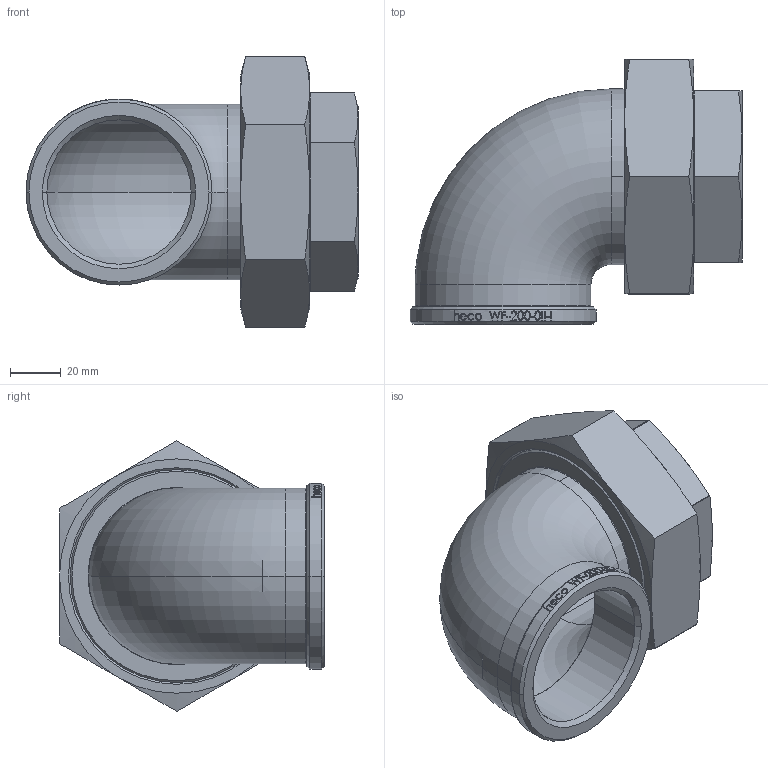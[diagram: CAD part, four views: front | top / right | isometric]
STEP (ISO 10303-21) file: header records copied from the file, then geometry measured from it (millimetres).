
FILE_DESCRIPTION (( 'STEP AP214' ), '1' );
FILE_NAME ('WF-200-0II-I heco.STEP', '2017-09-21T09:31:25', ( '' ), ( '' ), 'SwSTEP 2.0', 'SolidWorks 2016', '' );
FILE_SCHEMA (( 'AUTOMOTIVE_DESIGN' ));
Length unit declared in the file: millimetre
Products named in the file (1): WF-200-0II-I heco
Bounding box: 130.3 x 104 x 106.19 mm (x, y, z)
Volume: 220995.5 mm3; surface area: 68473.2 mm2
Topology: 1 solids, 1 shells, 283 faces, 701 edges, 450 vertices
Faces by surface type: bspline 81, plane 79, cylinder 73, cone 32, torus 18
Entity records: 22138 total; most frequent: CARTESIAN_POINT 14459, ORIENTED_EDGE 1402, DIRECTION 979, EDGE_CURVE 701, VERTEX_POINT 450, AXIS2_PLACEMENT_3D 403, EDGE_LOOP 315, B_SPLINE_CURVE_WITH_KNOTS 292
